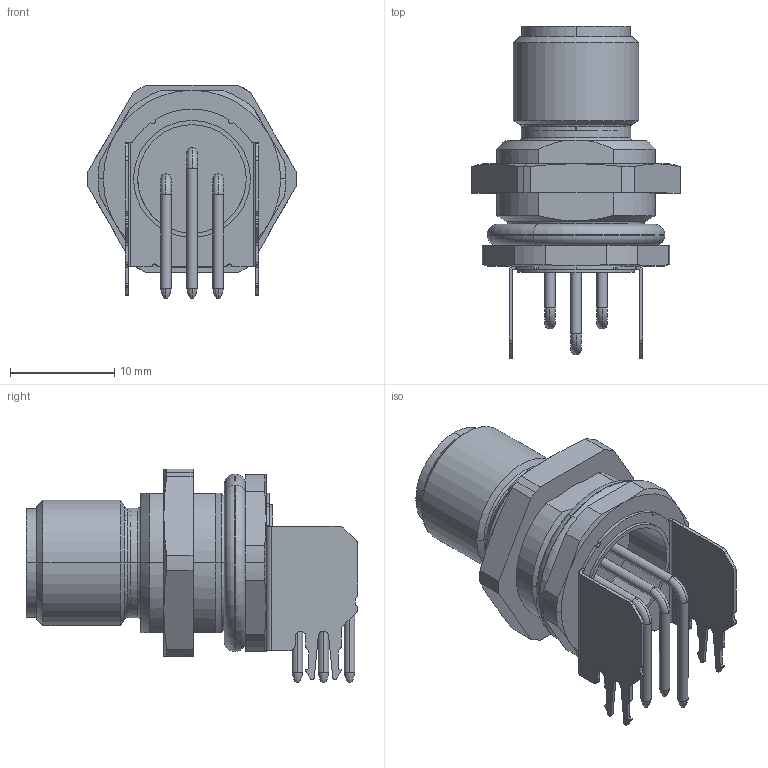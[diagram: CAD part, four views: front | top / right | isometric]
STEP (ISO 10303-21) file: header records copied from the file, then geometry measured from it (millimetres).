
FILE_DESCRIPTION(('CATIA V5 STEP Exchange','CAx-IF Rec.Pracs.--- Model Styling and Organization---1.4--- 2014-01-23'),'2;1');
FILE_NAME ('D1452154_1_1467760000_1467760000.stp','2021-01-02T14:35:28+00:00',('none'),('Weidmueller'),'CATIA Version 5-6 Release 2016 SP3 HF44','CATIA V5 STEP AP214','none');
FILE_SCHEMA(('AUTOMOTIVE_DESIGN { 1 0 10303 214 1 1 1 1 }'));
Length unit declared in the file: millimetre
Products named in the file (1): 1467760000
Bounding box: 19.99 x 31.8 x 20.5 mm (x, y, z)
Volume: 3055.8 mm3; surface area: 4140.2 mm2
Topology: 8 solids, 8 shells, 362 faces, 1036 edges, 702 vertices
Faces by surface type: cylinder 153, plane 115, cone 28, torus 24, extrusion 22, bspline 20
Entity records: 12876 total; most frequent: CARTESIAN_POINT 4002, ORIENTED_EDGE 2072, DIRECTION 1419, EDGE_CURVE 1036, VERTEX_POINT 702, AXIS2_PLACEMENT_3D 659, VECTOR 448, LINE 426
